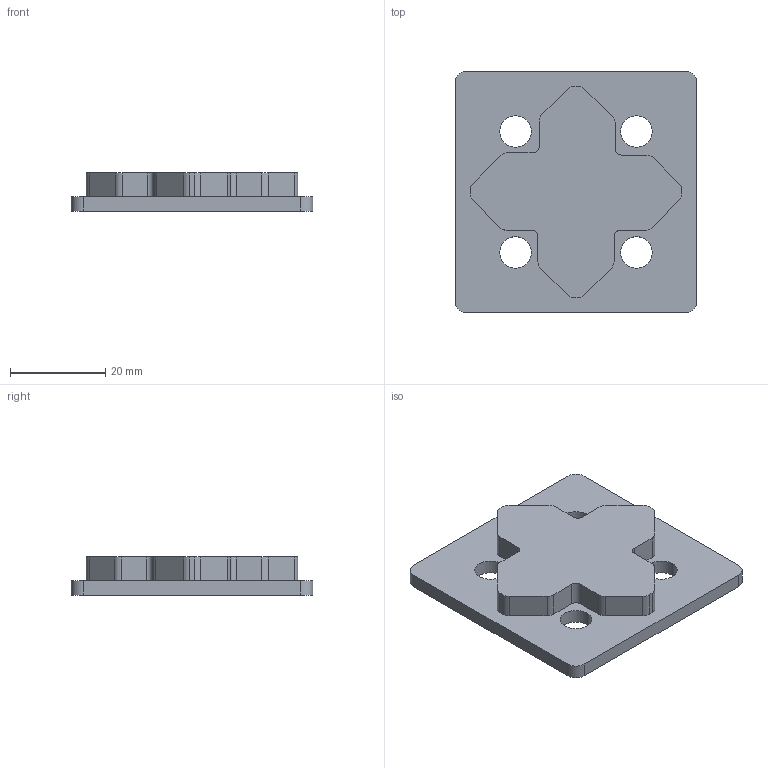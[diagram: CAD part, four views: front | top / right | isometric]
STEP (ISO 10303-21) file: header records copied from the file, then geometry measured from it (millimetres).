
FILE_DESCRIPTION (( 'STEP AP214' ), '1' );
FILE_NAME ('2020-face-cover-maker-muscle-v2.STEP', '2019-05-27T22:18:50', ( '' ), ( '' ), 'SwSTEP 2.0', 'SolidWorks 2015', '' );
FILE_SCHEMA (( 'AUTOMOTIVE_DESIGN' ));
Length unit declared in the file: millimetre
Products named in the file (1): 2020-face-cover-maker-muscle-v2
Bounding box: 50.8 x 50.8 x 8 mm (x, y, z)
Volume: 12228.9 mm3; surface area: 6433.6 mm2
Topology: 1 solids, 1 shells, 59 faces, 168 edges, 112 vertices
Faces by surface type: cylinder 32, plane 27
Entity records: 1996 total; most frequent: DIRECTION 352, CARTESIAN_POINT 340, ORIENTED_EDGE 336, EDGE_CURVE 168, AXIS2_PLACEMENT_3D 124, VERTEX_POINT 112, LINE 104, VECTOR 104
